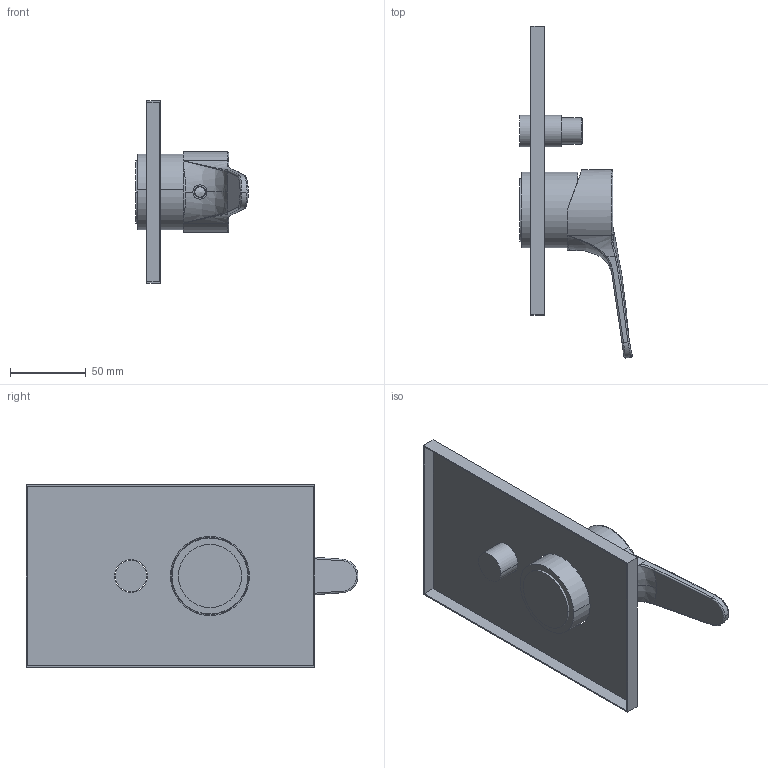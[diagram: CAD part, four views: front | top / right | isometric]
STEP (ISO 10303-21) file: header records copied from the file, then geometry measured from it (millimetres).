
FILE_DESCRIPTION (( 'STEP AP214' ), '1' );
FILE_NAME ('22188.STEP', '2024-02-08T14:16:50', ( '' ), ( '' ), 'SwSTEP 2.0', 'SolidWorks 2018', '' );
FILE_SCHEMA (( 'AUTOMOTIVE_DESIGN' ));
Length unit declared in the file: millimetre
Products named in the file (24): UNI BOX II_F_xx188; 22188; contenitore cart. diam.40; 1035-20_F_LEMBI TAGLIATI; piastra 12188; 0102200000; 100918916_F; xx188_F; 100918925_F; 100918934_F; 95900_F; 100918917_F; Scatola versione 11(ultima versione)_F; 100918918_F; 100918919_F; 1072_F; 1073_F; 100918914_F; 100918943_F; 01009189815_F; cappuccio minimalista; 1037-20_F_LEMBI TAGLIATI; 1036-20_F_LEMBI TAGLIATI
Assembly tree (7 placements, depth 3):
  1035-20_F_LEMBI TAGLIATI
  100918916_F
  100918925_F
  100918934_F
  95900_F
Bounding box: 74.09 x 218.35 x 120 mm (x, y, z)
Volume: 168269.9 mm3; surface area: 95401.5 mm2
Topology: 6 solids, 6 shells, 221 faces, 509 edges, 308 vertices
Faces by surface type: plane 83, cylinder 67, bspline 61, torus 8, cone 2
Entity records: 10684 total; most frequent: CARTESIAN_POINT 5640, ORIENTED_EDGE 1018, DIRECTION 760, EDGE_CURVE 509, VERTEX_POINT 308, AXIS2_PLACEMENT_3D 287, EDGE_LOOP 237, FACE_OUTER_BOUND 221
